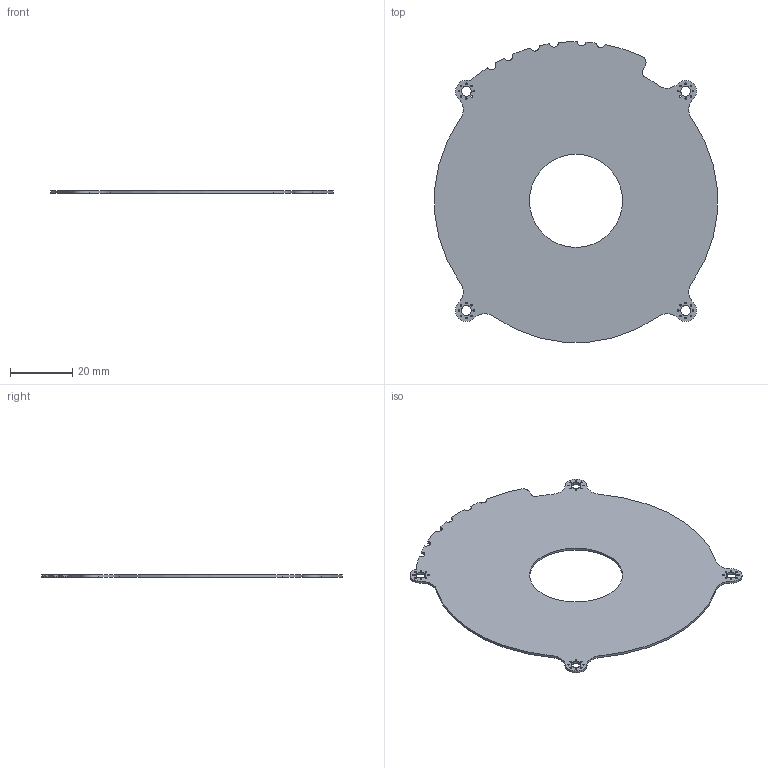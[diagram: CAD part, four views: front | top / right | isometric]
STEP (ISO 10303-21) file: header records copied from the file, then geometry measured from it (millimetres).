
FILE_DESCRIPTION(('KiCad electronic assembly'),'2;1');
FILE_NAME('pcb_stator_v1.step','2023-02-21T17:33:45',('Pcbnew'),('Kicad' ),'Open CASCADE STEP processor 7.5','KiCad to STEP converter', 'Unknown');
FILE_SCHEMA(('AUTOMOTIVE_DESIGN { 1 0 10303 214 1 1 1 1 }'));
Length unit declared in the file: millimetre
Products named in the file (2): pcb_stator_v1 1; pcb_stator_v1 PCB
Assembly tree (1 placements, depth 2):
  pcb_stator_v1 1
    pcb_stator_v1 PCB
Bounding box: 91.11 x 96.85 x 0.76 mm (x, y, z)
Volume: 4829.9 mm3; surface area: 13110.4 mm2
Topology: 1 solids, 1 shells, 75 faces, 217 edges, 144 vertices
Faces by surface type: cylinder 72, plane 3
Full cylindrical faces by diameter (mm): 0.5 x32, 3.2 x4, 30 x1
Entity records: 5549 total; most frequent: DIRECTION 923, CARTESIAN_POINT 896, ORIENTED_EDGE 434, PCURVE 434, DEFINITIONAL_REPRESENTATION 434, LINE 343, VECTOR 343, CIRCLE 284
